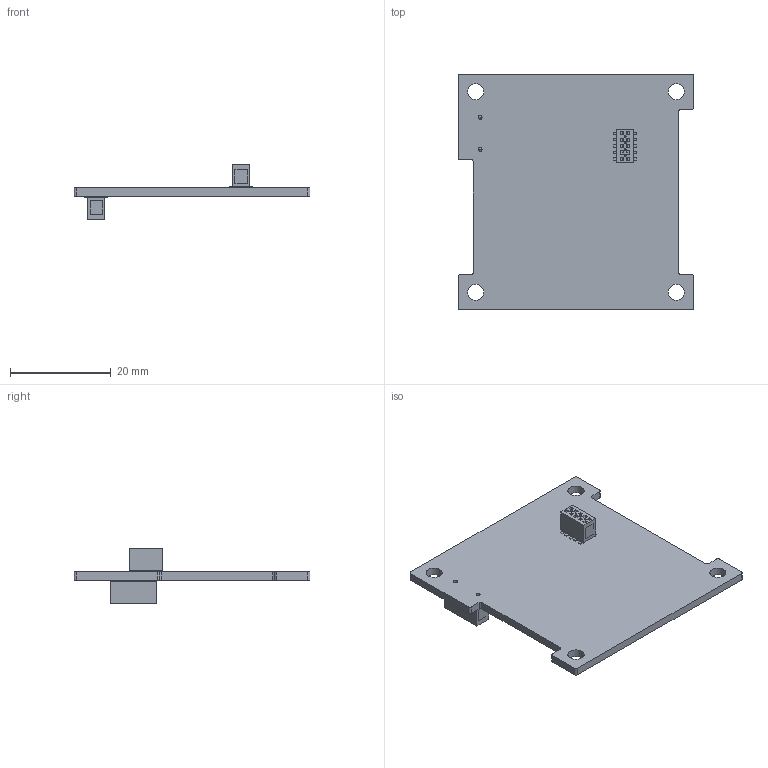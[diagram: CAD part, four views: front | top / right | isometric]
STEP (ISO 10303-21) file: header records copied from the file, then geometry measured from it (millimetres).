
FILE_DESCRIPTION(('KiCad electronic assembly'),'2;1');
FILE_NAME('batteryboard-top.step','2022-10-09T15:13:27',('Pcbnew'),( 'Kicad'),'Open CASCADE STEP processor 7.6','KiCad to STEP converter' ,'Unknown');
FILE_SCHEMA(('AUTOMOTIVE_DESIGN { 1 0 10303 214 1 1 1 1 }'));
Length unit declared in the file: millimetre
Products named in the file (6): batteryboard-top 1; FLE-105-01-G-DV-A; COMPOUND; FLE-107-01-G-DV-A; _autosave-batteryboard-top PCB
Assembly tree (5 placements, depth 3):
  batteryboard-top 1
    FLE-105-01-G-DV-A
      COMPOUND
    FLE-107-01-G-DV-A
      COMPOUND
    _autosave-batteryboard-top PCB
Bounding box: 46.8 x 46.8 x 10.74 mm (x, y, z)
Volume: 3432 mm3; surface area: 5384.2 mm2
Topology: 5 solids, 5 shells, 722 faces, 2002 edges, 1302 vertices
Faces by surface type: bspline 688, cylinder 20, plane 14
Full cylindrical faces by diameter (mm): 0.76 x4, 3.2 x4
Entity records: 45399 total; most frequent: CARTESIAN_POINT 18518, B_SPLINE_CURVE_WITH_KNOTS 5419, ORIENTED_EDGE 4000, PCURVE 4000, DEFINITIONAL_REPRESENTATION 4000, EDGE_CURVE 2000, SURFACE_CURVE 1964, VERTEX_POINT 1302
